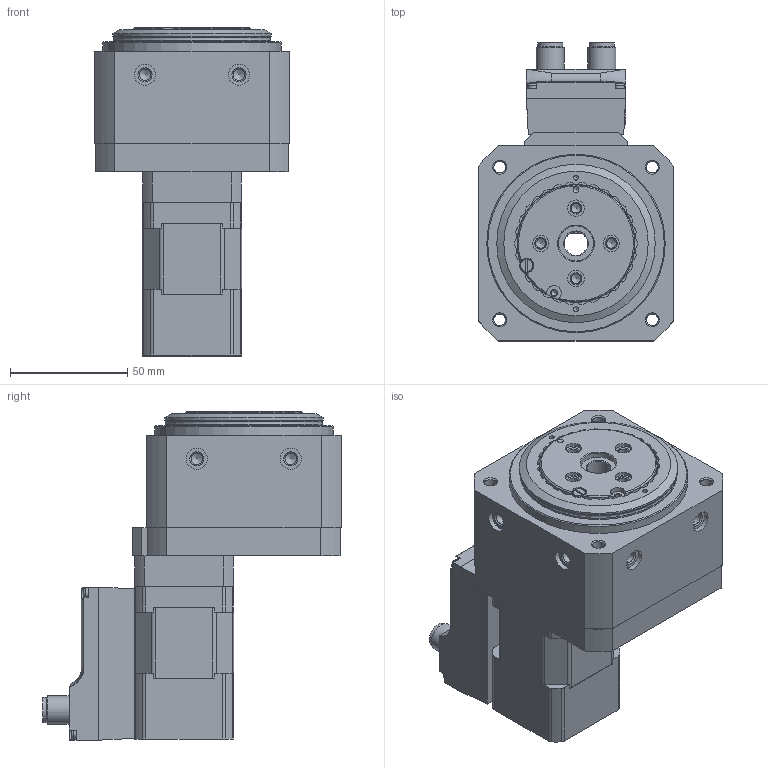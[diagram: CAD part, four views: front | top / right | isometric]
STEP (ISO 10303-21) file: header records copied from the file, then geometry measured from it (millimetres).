
FILE_DESCRIPTION(/* description */ ('STEP AP214'),/* implementation_level */ '2;1');
FILE_NAME(/* name */ '8087819_ERMS-25-90-ST-M-H1-PLK-AA',/* time_stamp */ '2024-08-28T05:25:46+02:00',/* author */ ('License CC BY-ND 4.0'),/* organization */ ('CADENAS'),/* preprocessor_version */ 'ST-DEVELOPER v19.3',/* originating_system */ 'PARTsolutions',/* authorisation */ ' ');
FILE_SCHEMA (('AUTOMOTIVE_DESIGN {1 0 10303 214 3 1 1}'));
Length unit declared in the file: millimetre
Products named in the file (6): 8087819 ERMS-25-90-ST-M-H1-PLK-AA---(0_high); 8087808 ERMS-25---(highh); 8087805 ERMS-25---(higha); 8084400 EMCS-42---(high); 8087808 ERMS-25---(highp); 8087807 ERMS-PLUG---(high)
Assembly tree (5 placements, depth 2):
  8087819 ERMS-25-90-ST-M-H1-PLK-AA---(0_high)
    8087808 ERMS-25---(highh)
    8087805 ERMS-25---(higha)
    8084400 EMCS-42---(high)
    8087808 ERMS-25---(highp)
    8087807 ERMS-PLUG---(high)
Bounding box: 83 x 127.09 x 139.8 mm (x, y, z)
Volume: 509633.4 mm3; surface area: 99786.7 mm2
Topology: 5 solids, 5 shells, 808 faces, 2003 edges, 1307 vertices
Faces by surface type: plane 360, cylinder 315, cone 113, torus 20
Full cylindrical faces by diameter (mm): 0.8 x8, 1.5 x4, 2.1 x2, 2.459 x5, 2.5 x1, 3 x4, 3.4 x4, 4.134 x10, 4.4 x4, 4.7 x4, 4.917 x10, 5 x2, 5.5 x4, 5.78 x1, 6 x1, 6.647 x1, 7 x14, 8 x5, 9 x6, 9.02 x2, 10 x5, 10.7 x2, 12 x3, 12.5 x2, 14 x2, 15 x1, 22 x4, 50 x1, 50.2 x1, 55.3 x1
Entity records: 25794 total; most frequent: CARTESIAN_POINT 4111, DIRECTION 4078, ORIENTED_EDGE 3460, EDGE_CURVE 1730, AXIS2_PLACEMENT_3D 1623, VERTEX_POINT 1274, FACE_BOUND 1178, EDGE_LOOP 1154
